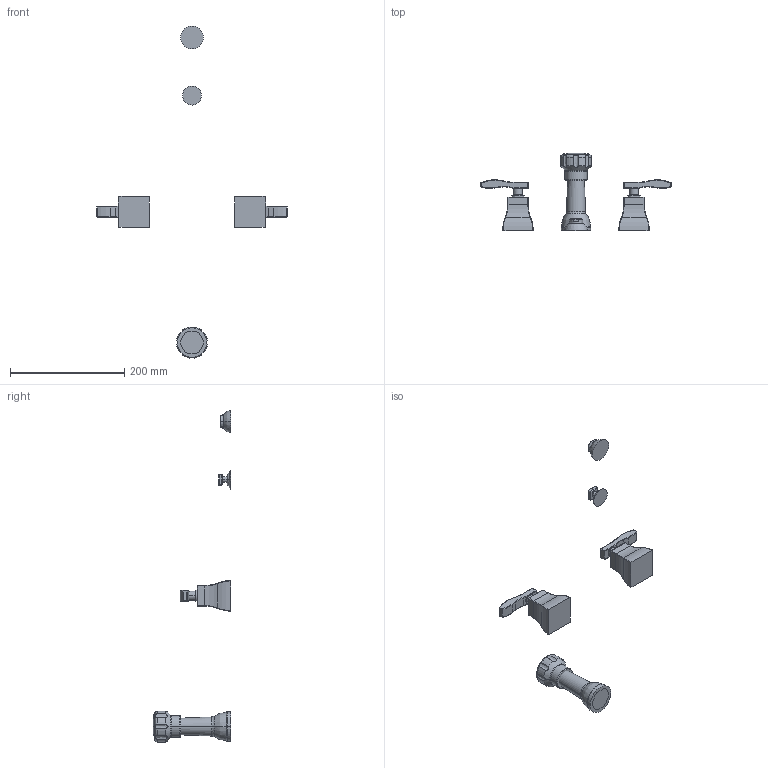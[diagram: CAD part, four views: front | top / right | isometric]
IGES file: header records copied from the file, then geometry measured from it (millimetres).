
Start section:  PTC IGES file: 1049.igs
Global section: file name: 1049.igs; native system: Pro/ENGINEER by Parametric Technology Corporation; preprocessor: 2009300; author: ramkumar; organization: Unknown; date: 20100824.173128; units: inch
Bounding box: 332.74 x 135.97 x 580.53 mm (x, y, z)
Surface area: 74285.3 mm2 (no closed solid volume)
Topology: 0 solids, 18 shells, 275 faces, 618 edges, 357 vertices
Faces by surface type: revolution 202, bspline 73
